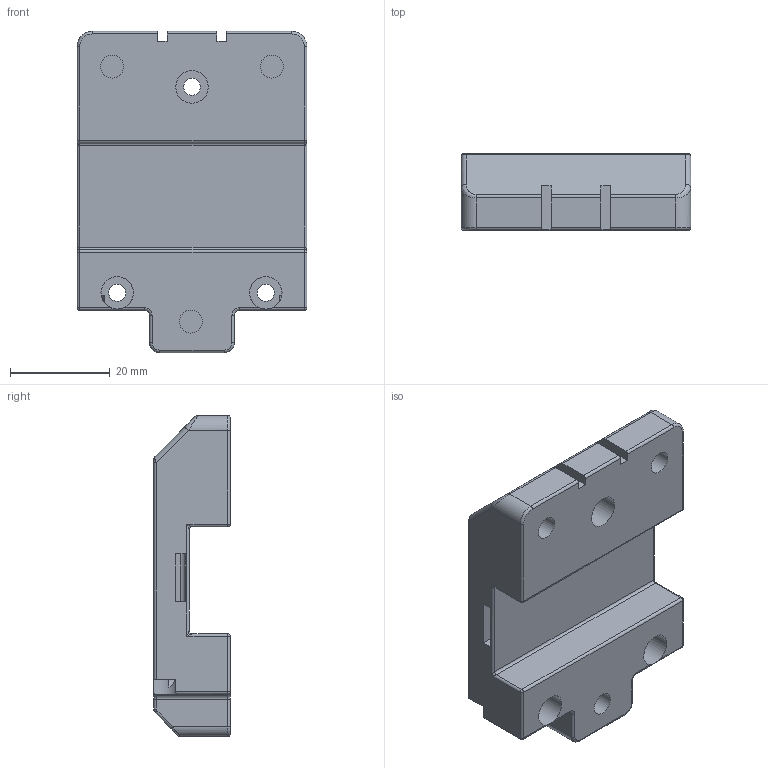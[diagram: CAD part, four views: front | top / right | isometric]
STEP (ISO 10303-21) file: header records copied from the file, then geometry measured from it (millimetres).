
FILE_DESCRIPTION(/* description */ ('','CAx-IF Rec.Pracs.---Representation and Presentation of Product Manufacturing Information (PMI)---4.0---2014-10-13'),/* implementation_level */ '2;1');
FILE_NAME(/* name */ 'Carriage Body Middle.step',/* time_stamp */ '2025-01-12T17:14:25+02:00',/* author */ (''),/* organization */ (''),/* preprocessor_version */ 'ST-DEVELOPER v20',/* originating_system */ 'Autodesk Translation Framework v13.20.0.188',/* authorisation */ '');
FILE_SCHEMA (('AP242_MANAGED_MODEL_BASED_3D_ENGINEERING_MIM_LF { 1 0 10303 442 1 1 4 }'));
Length unit declared in the file: millimetre
Products named in the file (1): Carriage Body Middle (1)
Bounding box: 46 x 15.34 x 64.3 mm (x, y, z)
Volume: 28984.3 mm3; surface area: 10529.8 mm2
Topology: 1 solids, 1 shells, 137 faces, 343 edges, 204 vertices
Faces by surface type: cylinder 61, plane 46, bspline 14, torus 8, sphere 6, cone 2
Full cylindrical faces by diameter (mm): 2.8 x2, 3.4 x3, 4.6 x3, 6.5 x3
Entity records: 4402 total; most frequent: CARTESIAN_POINT 1054, DIRECTION 723, ORIENTED_EDGE 674, EDGE_CURVE 337, AXIS2_PLACEMENT_3D 272, VERTEX_POINT 204, LINE 179, VECTOR 179
